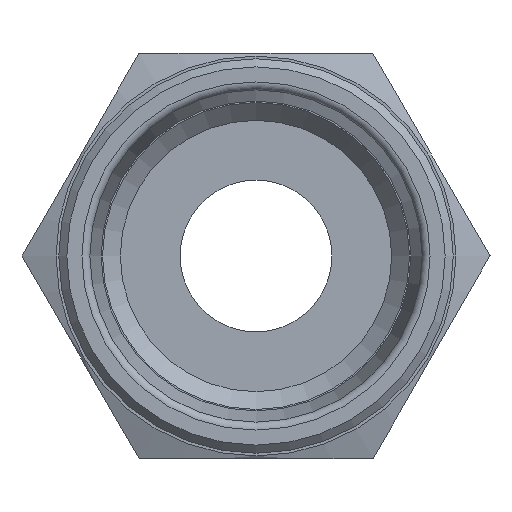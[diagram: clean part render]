
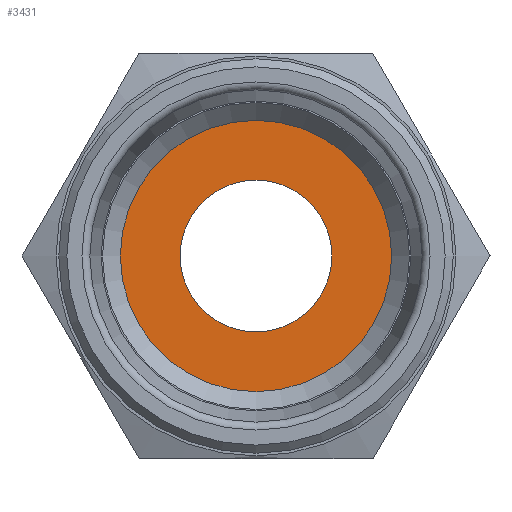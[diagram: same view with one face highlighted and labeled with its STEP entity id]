
A CAD part, left-side view. The second image highlights one B-rep face of the part: STEP entity #3431.
In plain terms, the highlighted planar face has unit normal (-1, 0, 0).
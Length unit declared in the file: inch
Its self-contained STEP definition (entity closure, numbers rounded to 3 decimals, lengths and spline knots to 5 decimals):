
#3140=CARTESIAN_POINT('',(0.625,-0.1405,0.));
#3141=VERTEX_POINT('',#3140);
#3142=CARTESIAN_POINT('',(0.625,0.0,0.0));
#3143=DIRECTION('',(1.0,0.0,0.0));
#3144=DIRECTION('',(0.0,1.0,0.0));
#3145=AXIS2_PLACEMENT_3D('',#3142,#3143,#3144);
#3146=CIRCLE('',#3145,0.1405);
#3147=EDGE_CURVE('',#3141,#3141,#3146,.T.);
#3405=CARTESIAN_POINT('',(0.625,0.0,0.251));
#3406=VERTEX_POINT('',#3405);
#3407=CARTESIAN_POINT('',(0.625,0.0,0.0));
#3408=DIRECTION('',(-1.0,0.0,0.0));
#3409=DIRECTION('',(0.0,0.0,1.0));
#3410=AXIS2_PLACEMENT_3D('',#3407,#3408,#3409);
#3411=CIRCLE('',#3410,0.251);
#3412=EDGE_CURVE('',#3406,#3406,#3411,.T.);
#3420=CARTESIAN_POINT('',(0.625,0.251,0.0));
#3421=DIRECTION('',(1.0,0.0,0.0));
#3422=DIRECTION('',(0.0,0.0,-1.0));
#3423=AXIS2_PLACEMENT_3D('',#3420,#3421,#3422);
#3424=PLANE('',#3423);
#3425=ORIENTED_EDGE('',*,*,#3412,.T.);
#3426=EDGE_LOOP('',(#3425));
#3427=FACE_OUTER_BOUND('',#3426,.T.);
#3428=ORIENTED_EDGE('',*,*,#3147,.T.);
#3429=EDGE_LOOP('',(#3428));
#3430=FACE_BOUND('',#3429,.T.);
#3431=ADVANCED_FACE('',(#3427,#3430),#3424,.F.);
